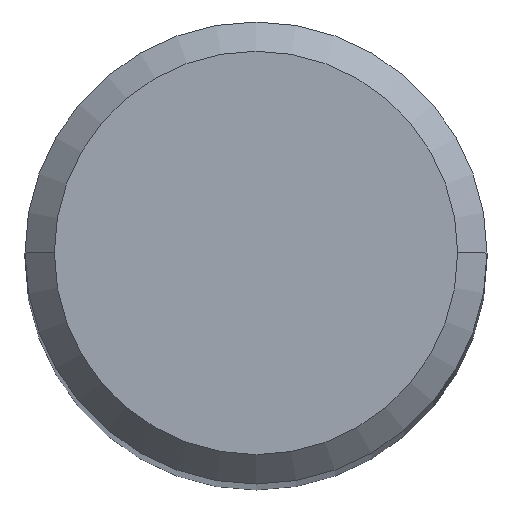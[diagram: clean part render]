
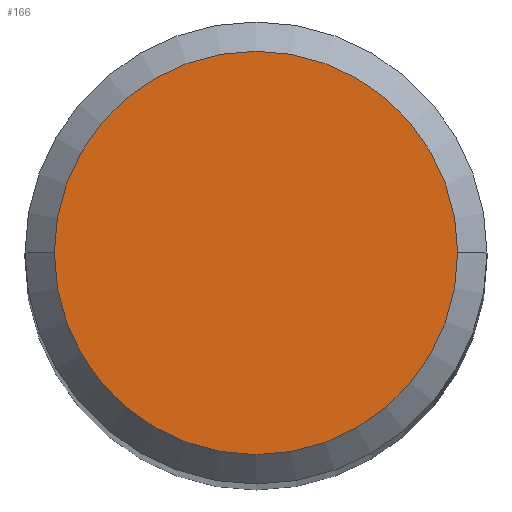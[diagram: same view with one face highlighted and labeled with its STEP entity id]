
A CAD part, top view. The second image highlights one B-rep face of the part: STEP entity #166.
In plain terms, the highlighted planar face has unit normal (0, 0, 1).
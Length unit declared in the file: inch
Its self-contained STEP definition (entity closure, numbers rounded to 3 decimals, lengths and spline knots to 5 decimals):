
#13 = DIRECTION ( 'NONE',  ( 1., 0., 0. ) ) ;
#22 = VERTEX_POINT ( 'NONE', #233 ) ;
#28 = DIRECTION ( 'NONE',  ( 0., 0., 1. ) ) ;
#36 = ORIENTED_EDGE ( 'NONE', *, *, #146, .T. ) ;
#43 = CIRCLE ( 'NONE', #245, 0.10311 ) ;
#45 = CIRCLE ( 'NONE', #289, 0.10311 ) ;
#98 = DIRECTION ( 'NONE',  ( 0., 0., 1. ) ) ;
#123 = EDGE_LOOP ( 'NONE', ( #36, #159 ) ) ;
#141 = DIRECTION ( 'NONE',  ( 1., 0., 0. ) ) ;
#146 = EDGE_CURVE ( 'NONE', #22, #283, #45, .T. ) ;
#151 = PLANE ( 'NONE',  #339 ) ;
#159 = ORIENTED_EDGE ( 'NONE', *, *, #163, .T. ) ;
#163 = EDGE_CURVE ( 'NONE', #283, #22, #43, .T. ) ;
#166 = ADVANCED_FACE ( 'NONE', ( #235 ), #151, .T. ) ;
#174 = DIRECTION ( 'NONE',  ( 1., 0., 0. ) ) ;
#233 = CARTESIAN_POINT ( 'NONE',  ( -0.10311, 0., 2.95276 ) ) ;
#235 = FACE_OUTER_BOUND ( 'NONE', #123, .T. ) ;
#245 = AXIS2_PLACEMENT_3D ( 'NONE', #256, #267, #174 ) ;
#256 = CARTESIAN_POINT ( 'NONE',  ( 0., 0., 2.95276 ) ) ;
#267 = DIRECTION ( 'NONE',  ( 0., 0., 1. ) ) ;
#270 = CARTESIAN_POINT ( 'NONE',  ( 0., 0., 2.95276 ) ) ;
#283 = VERTEX_POINT ( 'NONE', #297 ) ;
#288 = CARTESIAN_POINT ( 'NONE',  ( 0., 0., 2.95276 ) ) ;
#289 = AXIS2_PLACEMENT_3D ( 'NONE', #288, #28, #141 ) ;
#297 = CARTESIAN_POINT ( 'NONE',  ( 0.10311, 0., 2.95276 ) ) ;
#339 = AXIS2_PLACEMENT_3D ( 'NONE', #270, #98, #13 ) ;
